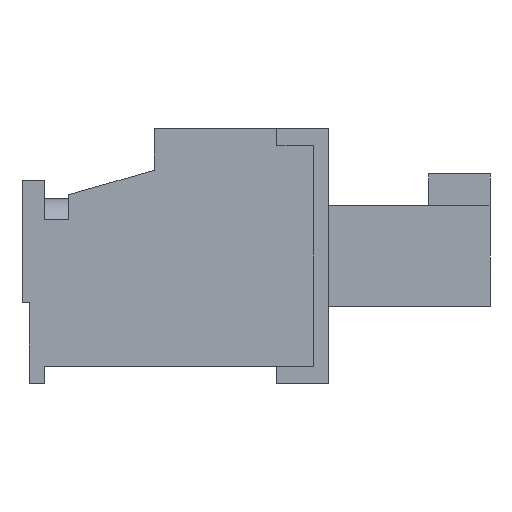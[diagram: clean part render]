
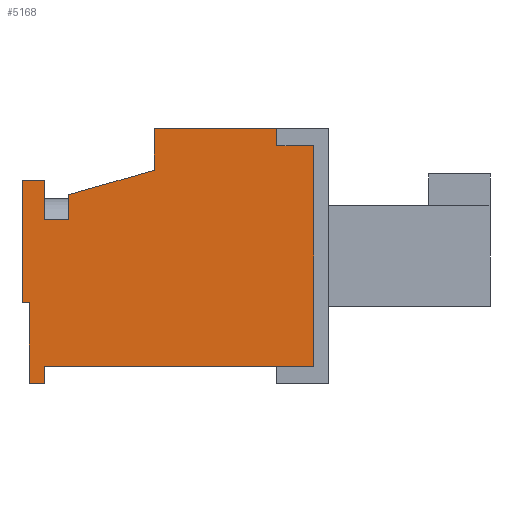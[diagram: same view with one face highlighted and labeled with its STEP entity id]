
A CAD part, left-side view. The second image highlights one B-rep face of the part: STEP entity #5168.
In plain terms, the highlighted planar face has unit normal (-1, 0, 0).
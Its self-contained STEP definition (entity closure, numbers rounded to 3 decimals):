
#1074 = CARTESIAN_POINT ( 'NONE',  ( -3.5, -3.5, 1.26 ) ) ;
#1112 = VECTOR ( 'NONE', #16802, 1000. ) ;
#1142 = ORIENTED_EDGE ( 'NONE', *, *, #15523, .F. ) ;
#1287 = CARTESIAN_POINT ( 'NONE',  ( -3.5, -5.2, -5.24 ) ) ;
#1358 = LINE ( 'NONE', #6824, #15024 ) ;
#1538 = CARTESIAN_POINT ( 'NONE',  ( -3.5, -5.2, 1.26 ) ) ;
#1547 = LINE ( 'NONE', #9861, #16816 ) ;
#1719 = ORIENTED_EDGE ( 'NONE', *, *, #20719, .T. ) ;
#1739 = VECTOR ( 'NONE', #19141, 1000. ) ;
#1873 = DIRECTION ( 'NONE',  ( 0., 1., 0. ) ) ;
#1966 = VECTOR ( 'NONE', #13754, 1000. ) ;
#2050 = VERTEX_POINT ( 'NONE', #1538 ) ;
#2445 = FACE_OUTER_BOUND ( 'NONE', #4815, .T. ) ;
#2716 = DIRECTION ( 'NONE',  ( 0., 0., 1. ) ) ;
#3043 = CARTESIAN_POINT ( 'NONE',  ( -3.5, -3.1, 5.76 ) ) ;
#3837 = CARTESIAN_POINT ( 'NONE',  ( -3.5, -5.2, -3.74 ) ) ;
#3839 = CARTESIAN_POINT ( 'NONE',  ( -3.5, 5.2, 5.74 ) ) ;
#3941 = VERTEX_POINT ( 'NONE', #3839 ) ;
#4504 = ORIENTED_EDGE ( 'NONE', *, *, #13803, .T. ) ;
#4791 = CARTESIAN_POINT ( 'NONE',  ( -3.5, 1.9, 6.661 ) ) ;
#4815 = EDGE_LOOP ( 'NONE', ( #18855, #1142, #5887, #11220, #16978, #21557, #22626, #4504, #14548, #6758, #11508, #12076, #16712, #21832, #19413, #1719 ) ) ;
#4881 = DIRECTION ( 'NONE',  ( 0., 0., 1. ) ) ;
#5004 = VERTEX_POINT ( 'NONE', #19695 ) ;
#5013 = CARTESIAN_POINT ( 'NONE',  ( -3.5, -1.5, 5.76 ) ) ;
#5168 = ADVANCED_FACE ( 'NONE', ( #2445 ), #22023, .T. ) ;
#5302 = CARTESIAN_POINT ( 'NONE',  ( -3.5, -3.1, 5.76 ) ) ;
#5404 = VECTOR ( 'NONE', #8310, 1000. ) ;
#5849 = VECTOR ( 'NONE', #4881, 1000. ) ;
#5887 = ORIENTED_EDGE ( 'NONE', *, *, #15671, .F. ) ;
#6136 = LINE ( 'NONE', #4791, #19631 ) ;
#6155 = LINE ( 'NONE', #3043, #1966 ) ;
#6159 = CARTESIAN_POINT ( 'NONE',  ( -3.5, 1.9, 6.66 ) ) ;
#6199 = CARTESIAN_POINT ( 'NONE',  ( -3.5, 1.9, 6.36 ) ) ;
#6505 = LINE ( 'NONE', #5013, #1739 ) ;
#6517 = CARTESIAN_POINT ( 'NONE',  ( -3.5, 4.5, -5.24 ) ) ;
#6538 = CARTESIAN_POINT ( 'NONE',  ( -3.5, -4.5, -5.24 ) ) ;
#6594 = DIRECTION ( 'NONE',  ( 0., 0., -1. ) ) ;
#6758 = ORIENTED_EDGE ( 'NONE', *, *, #18229, .F. ) ;
#6824 = CARTESIAN_POINT ( 'NONE',  ( -3.5, 5.2, 5.74 ) ) ;
#6961 = VECTOR ( 'NONE', #1873, 1000. ) ;
#7404 = EDGE_CURVE ( 'NONE', #7836, #22459, #7432, .T. ) ;
#7432 = LINE ( 'NONE', #8477, #20862 ) ;
#7833 = CARTESIAN_POINT ( 'NONE',  ( -3.5, 4.5, 5.74 ) ) ;
#7836 = VERTEX_POINT ( 'NONE', #7833 ) ;
#8047 = VECTOR ( 'NONE', #11914, 1000. ) ;
#8310 = DIRECTION ( 'NONE',  ( 0., -0.275, -0.962 ) ) ;
#8477 = CARTESIAN_POINT ( 'NONE',  ( -3.5, 4.5, 6.66 ) ) ;
#8732 = CARTESIAN_POINT ( 'NONE',  ( -3.5, -3.1, 4.76 ) ) ;
#8770 = CARTESIAN_POINT ( 'NONE',  ( -3.5, 4.5, -5.24 ) ) ;
#9184 = CARTESIAN_POINT ( 'NONE',  ( -3.5, -4.5, -3.74 ) ) ;
#9581 = DIRECTION ( 'NONE',  ( 0., 0., 1. ) ) ;
#9861 = CARTESIAN_POINT ( 'NONE',  ( -3.5, -3.5, 1.26 ) ) ;
#9897 = VERTEX_POINT ( 'NONE', #3837 ) ;
#9959 = EDGE_CURVE ( 'NONE', #19702, #19512, #22473, .T. ) ;
#10182 = LINE ( 'NONE', #1074, #5404 ) ;
#10237 = DIRECTION ( 'NONE',  ( 0., 0., -1. ) ) ;
#10623 = LINE ( 'NONE', #1287, #5849 ) ;
#10625 = LINE ( 'NONE', #6199, #1112 ) ;
#10656 = LINE ( 'NONE', #20055, #19628 ) ;
#10752 = VERTEX_POINT ( 'NONE', #6538 ) ;
#11097 = LINE ( 'NONE', #9184, #15253 ) ;
#11187 = CARTESIAN_POINT ( 'NONE',  ( -3.5, -5.2, 6.66 ) ) ;
#11220 = ORIENTED_EDGE ( 'NONE', *, *, #7404, .T. ) ;
#11508 = ORIENTED_EDGE ( 'NONE', *, *, #12139, .F. ) ;
#11624 = CARTESIAN_POINT ( 'NONE',  ( -3.5, 0., 0. ) ) ;
#11902 = AXIS2_PLACEMENT_3D ( 'NONE', #11624, #13417, #2716 ) ;
#11914 = DIRECTION ( 'NONE',  ( 0., -1., 0. ) ) ;
#12076 = ORIENTED_EDGE ( 'NONE', *, *, #18945, .F. ) ;
#12131 = DIRECTION ( 'NONE',  ( 0., 0., 1. ) ) ;
#12139 = EDGE_CURVE ( 'NONE', #14870, #5004, #20776, .T. ) ;
#12771 = VECTOR ( 'NONE', #18170, 1000. ) ;
#12811 = CARTESIAN_POINT ( 'NONE',  ( -3.5, -4.5, -3.74 ) ) ;
#13170 = VERTEX_POINT ( 'NONE', #22104 ) ;
#13417 = DIRECTION ( 'NONE',  ( -1., 0., 0. ) ) ;
#13754 = DIRECTION ( 'NONE',  ( 0., 1., 0. ) ) ;
#13803 = EDGE_CURVE ( 'NONE', #9897, #2050, #10623, .T. ) ;
#13826 = CARTESIAN_POINT ( 'NONE',  ( -3.5, 1.9, 6.36 ) ) ;
#14548 = ORIENTED_EDGE ( 'NONE', *, *, #17700, .F. ) ;
#14870 = VERTEX_POINT ( 'NONE', #21774 ) ;
#14943 = EDGE_CURVE ( 'NONE', #22358, #20845, #10625, .T. ) ;
#15024 = VECTOR ( 'NONE', #12131, 1000. ) ;
#15253 = VECTOR ( 'NONE', #18006, 1000. ) ;
#15312 = VERTEX_POINT ( 'NONE', #18514 ) ;
#15523 = EDGE_CURVE ( 'NONE', #3941, #20845, #1358, .T. ) ;
#15671 = EDGE_CURVE ( 'NONE', #7836, #3941, #20950, .T. ) ;
#15715 = VERTEX_POINT ( 'NONE', #12811 ) ;
#16316 = EDGE_CURVE ( 'NONE', #15715, #10752, #22502, .T. ) ;
#16452 = CARTESIAN_POINT ( 'NONE',  ( -3.5, -4.5, -3.74 ) ) ;
#16712 = ORIENTED_EDGE ( 'NONE', *, *, #19657, .F. ) ;
#16713 = VECTOR ( 'NONE', #20949, 1000. ) ;
#16802 = DIRECTION ( 'NONE',  ( 0., 1., 0. ) ) ;
#16816 = VECTOR ( 'NONE', #20330, 1000. ) ;
#16922 = EDGE_CURVE ( 'NONE', #15715, #9897, #11097, .T. ) ;
#16978 = ORIENTED_EDGE ( 'NONE', *, *, #17223, .T. ) ;
#17223 = EDGE_CURVE ( 'NONE', #22459, #10752, #22489, .T. ) ;
#17360 = CARTESIAN_POINT ( 'NONE',  ( -3.5, -3.1, 6.66 ) ) ;
#17700 = EDGE_CURVE ( 'NONE', #15312, #2050, #1547, .T. ) ;
#17823 = CARTESIAN_POINT ( 'NONE',  ( -3.5, 0.946, 5.74 ) ) ;
#18006 = DIRECTION ( 'NONE',  ( 0., -1., 0. ) ) ;
#18170 = DIRECTION ( 'NONE',  ( 0., 0., -1. ) ) ;
#18229 = EDGE_CURVE ( 'NONE', #5004, #15312, #10182, .T. ) ;
#18514 = CARTESIAN_POINT ( 'NONE',  ( -3.5, -3.5, 1.26 ) ) ;
#18855 = ORIENTED_EDGE ( 'NONE', *, *, #14943, .T. ) ;
#18945 = EDGE_CURVE ( 'NONE', #13170, #14870, #6505, .T. ) ;
#19141 = DIRECTION ( 'NONE',  ( 0., 0., -1. ) ) ;
#19205 = CARTESIAN_POINT ( 'NONE',  ( -3.5, 5.2, 6.36 ) ) ;
#19413 = ORIENTED_EDGE ( 'NONE', *, *, #9959, .T. ) ;
#19512 = VERTEX_POINT ( 'NONE', #6159 ) ;
#19628 = VECTOR ( 'NONE', #9581, 1000. ) ;
#19631 = VECTOR ( 'NONE', #6594, 1000. ) ;
#19657 = EDGE_CURVE ( 'NONE', #21976, #13170, #6155, .T. ) ;
#19695 = CARTESIAN_POINT ( 'NONE',  ( -3.5, -2.5, 4.76 ) ) ;
#19702 = VERTEX_POINT ( 'NONE', #17360 ) ;
#20055 = CARTESIAN_POINT ( 'NONE',  ( -3.5, -3.1, 5.76 ) ) ;
#20091 = EDGE_CURVE ( 'NONE', #21976, #19702, #10656, .T. ) ;
#20330 = DIRECTION ( 'NONE',  ( 0., -1., 0. ) ) ;
#20719 = EDGE_CURVE ( 'NONE', #19512, #22358, #6136, .T. ) ;
#20776 = LINE ( 'NONE', #8732, #16713 ) ;
#20845 = VERTEX_POINT ( 'NONE', #19205 ) ;
#20862 = VECTOR ( 'NONE', #10237, 1000. ) ;
#20949 = DIRECTION ( 'NONE',  ( 0., -1., 0. ) ) ;
#20950 = LINE ( 'NONE', #17823, #6961 ) ;
#21557 = ORIENTED_EDGE ( 'NONE', *, *, #16316, .F. ) ;
#21604 = DIRECTION ( 'NONE',  ( 0., 1., 0. ) ) ;
#21774 = CARTESIAN_POINT ( 'NONE',  ( -3.5, -1.5, 4.76 ) ) ;
#21832 = ORIENTED_EDGE ( 'NONE', *, *, #20091, .T. ) ;
#21944 = VECTOR ( 'NONE', #21604, 1000. ) ;
#21976 = VERTEX_POINT ( 'NONE', #5302 ) ;
#22023 = PLANE ( 'NONE',  #11902 ) ;
#22104 = CARTESIAN_POINT ( 'NONE',  ( -3.5, -1.5, 5.76 ) ) ;
#22358 = VERTEX_POINT ( 'NONE', #13826 ) ;
#22459 = VERTEX_POINT ( 'NONE', #8770 ) ;
#22473 = LINE ( 'NONE', #11187, #21944 ) ;
#22489 = LINE ( 'NONE', #6517, #8047 ) ;
#22502 = LINE ( 'NONE', #16452, #12771 ) ;
#22626 = ORIENTED_EDGE ( 'NONE', *, *, #16922, .T. ) ;
